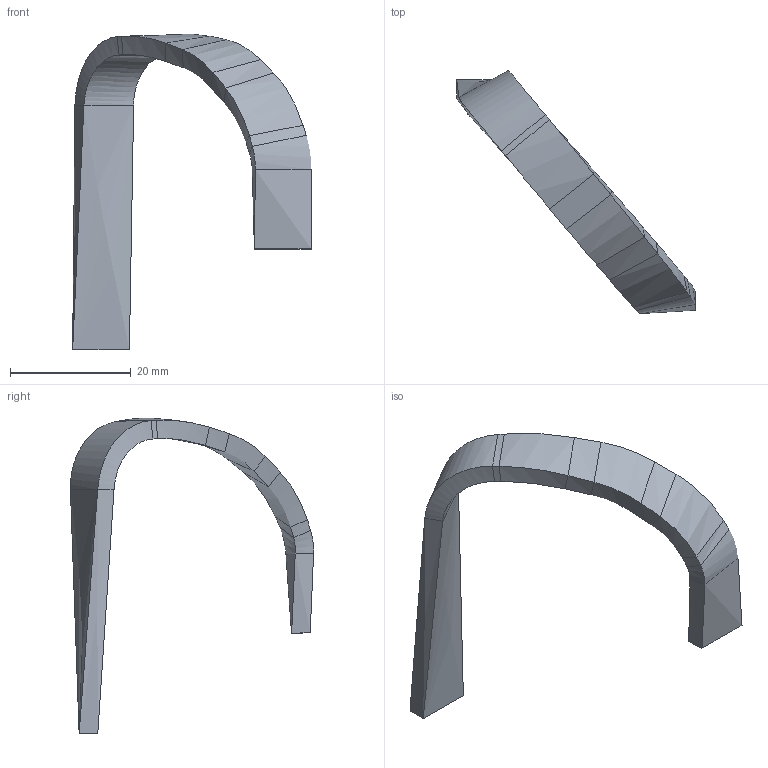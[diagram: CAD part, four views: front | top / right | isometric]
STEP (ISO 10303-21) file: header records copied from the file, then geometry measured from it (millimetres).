
FILE_DESCRIPTION (( 'STEP AP214' ), '1' );
FILE_NAME ('CatapultAdvanced2MotorCord.STEP', '2022-03-08T18:58:23', ( '' ), ( '' ), 'SwSTEP 2.0', 'SolidWorks 2019', '' );
FILE_SCHEMA (( 'AUTOMOTIVE_DESIGN' ));
Length unit declared in the file: millimetre
Products named in the file (1): CatapultAdvanced2MotorCord
Bounding box: 39.45 x 40.19 x 52.22 mm (x, y, z)
Volume: 3287.4 mm3; surface area: 2894.9 mm2
Topology: 1 solids, 1 shells, 46 faces, 92 edges, 48 vertices
Faces by surface type: bspline 44, plane 2
Entity records: 1466 total; most frequent: CARTESIAN_POINT 771, ORIENTED_EDGE 184, EDGE_CURVE 92, DIRECTION 54, VERTEX_POINT 48, VECTOR 48, LINE 48, EDGE_LOOP 46
